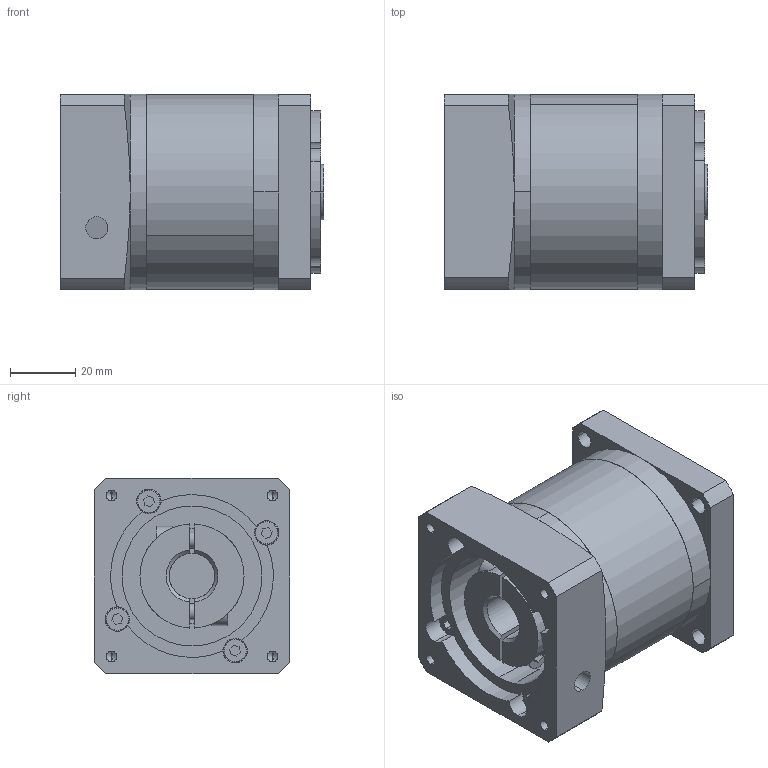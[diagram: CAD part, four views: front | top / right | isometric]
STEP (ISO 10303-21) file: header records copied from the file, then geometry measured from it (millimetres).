
FILE_DESCRIPTION (( 'STEP AP214' ), '1' );
FILE_NAME ('LRFK60-L1.STEP', '2021-06-18T09:39:08', ( '' ), ( '' ), 'SwSTEP 2.0', 'SolidWorks 2018', '' );
FILE_SCHEMA (( 'AUTOMOTIVE_DESIGN' ));
Length unit declared in the file: millimetre
Products named in the file (6): GB／T70．1-2000内六角圆柱头螺钉M4×25; LRK60怀堤傷; LRF60齿圈_L1; LRF60输入端; LRFK60-L1; GB／T70．1-2000内六角圆柱头螺钉M5×15
Assembly tree (13 placements, depth 2):
  LRFK60-L1
    LRF60输入端
    LRF60齿圈_L1
    LRK60怀堤傷
    GB／T70．1-2000内六角圆柱头螺钉M4×25  x8
    GB／T70．1-2000内六角圆柱头螺钉M5×15  x2
Bounding box: 81 x 60 x 60 mm (x, y, z)
Volume: 194727.5 mm3; surface area: 56573.6 mm2
Topology: 13 solids, 13 shells, 395 faces, 917 edges, 574 vertices
Faces by surface type: plane 170, cylinder 143, cone 42, torus 40
Entity records: 7659 total; most frequent: CARTESIAN_POINT 1458, DIRECTION 1317, ORIENTED_EDGE 1130, EDGE_CURVE 565, AXIS2_PLACEMENT_3D 525, VERTEX_POINT 366, EDGE_LOOP 279, CIRCLE 274
